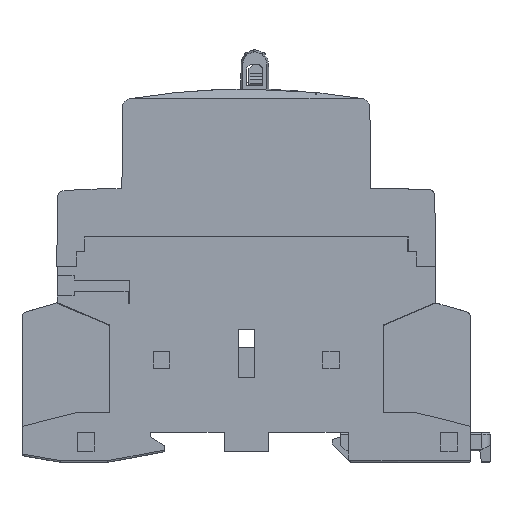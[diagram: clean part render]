
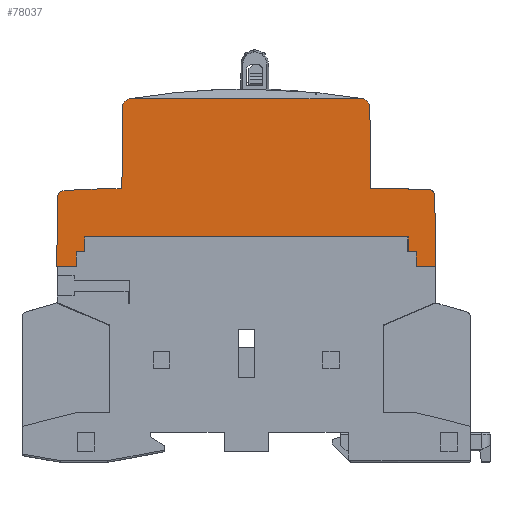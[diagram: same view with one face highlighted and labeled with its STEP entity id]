
A CAD part, front view. The second image highlights one B-rep face of the part: STEP entity #78037.
In plain terms, the highlighted face is planar.
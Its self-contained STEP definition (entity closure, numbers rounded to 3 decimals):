
#69140=DIRECTION('',(-1.,0.,0.));
#69141=VECTOR('',#69140,58.355);
#69142=CARTESIAN_POINT('',(-31.853,18.,-33.946));
#69143=LINE('',#69142,#69141);
#69989=DIRECTION('',(-1.,0.,0.));
#69990=VECTOR('',#69989,3.568);
#69991=CARTESIAN_POINT('',(-26.785,18.,-39.246));
#69992=LINE('',#69991,#69990);
#70495=CARTESIAN_POINT('',(-82.133,18.,-9.023));
#70625=DIRECTION('',(1.,0.,0.));
#70626=VECTOR('',#70625,3.477);
#70627=CARTESIAN_POINT('',(-86.972,18.,-25.246));
#70628=LINE('',#70627,#70626);
#70853=DIRECTION('',(-1.,0.,0.));
#70854=VECTOR('',#70853,42.205);
#70855=CARTESIAN_POINT('',(-39.928,18.,-9.023));
#70856=LINE('',#70855,#70854);
#70857=CARTESIAN_POINT('',(-81.53,18.,-10.93));
#70858=DIRECTION('',(0.,-1.,0.));
#70859=DIRECTION('',(-0.301,0.,0.954));
#70860=AXIS2_PLACEMENT_3D('',#70857,#70858,#70859);
#70862=DIRECTION('',(-0.01,0.,-1.));
#70863=VECTOR('',#70862,15.176);
#70864=CARTESIAN_POINT('',(-83.336,18.,-10.07));
#70865=LINE('',#70864,#70863);
#70866=CARTESIAN_POINT('',(-86.972,18.,-155.246));
#70867=DIRECTION('',(0.,-1.,0.));
#70868=DIRECTION('',(0.,0.,1.));
#70869=AXIS2_PLACEMENT_3D('',#70866,#70867,#70868);
#70871=CARTESIAN_POINT('',(-94.046,18.,-26.44));
#70872=DIRECTION('',(0.,-1.,0.));
#70873=DIRECTION('',(-0.055,0.,0.998));
#70874=AXIS2_PLACEMENT_3D('',#70871,#70872,#70873);
#70876=DIRECTION('',(-0.017,0.,-1.));
#70877=VECTOR('',#70876,12.825);
#70878=CARTESIAN_POINT('',(-95.046,18.,-26.422));
#70879=LINE('',#70878,#70877);
#70880=DIRECTION('',(1.,0.,0.));
#70881=VECTOR('',#70880,3.562);
#70882=CARTESIAN_POINT('',(-95.27,18.,-39.246));
#70883=LINE('',#70882,#70881);
#70884=DIRECTION('',(1.,0.,0.));
#70885=VECTOR('',#70884,1.5);
#70886=CARTESIAN_POINT('',(-91.708,18.,-36.646));
#70887=LINE('',#70886,#70885);
#70888=DIRECTION('',(0.,0.,1.));
#70889=VECTOR('',#70888,2.7);
#70890=CARTESIAN_POINT('',(-90.208,18.,-36.646));
#70891=LINE('',#70890,#70889);
#70892=DIRECTION('',(0.,0.,-1.));
#70893=VECTOR('',#70892,2.6);
#70894=CARTESIAN_POINT('',(-30.353,18.,-36.646));
#70895=LINE('',#70894,#70893);
#70896=DIRECTION('',(-0.017,0.,1.));
#70897=VECTOR('',#70896,12.671);
#70898=CARTESIAN_POINT('',(-26.785,18.,-39.246));
#70899=LINE('',#70898,#70897);
#70900=CARTESIAN_POINT('',(-28.006,18.,-26.594));
#70901=DIRECTION('',(0.,-1.,0.));
#70902=DIRECTION('',(1.,0.,0.017));
#70903=AXIS2_PLACEMENT_3D('',#70900,#70901,#70902);
#70905=CARTESIAN_POINT('',(-37.486,18.,-155.246));
#70906=DIRECTION('',(0.,-1.,0.));
#70907=DIRECTION('',(0.073,0.,0.997));
#70908=AXIS2_PLACEMENT_3D('',#70905,#70906,#70907);
#70910=DIRECTION('',(-0.01,0.,1.));
#70911=VECTOR('',#70910,15.176);
#70912=CARTESIAN_POINT('',(-38.566,18.,-25.246));
#70913=LINE('',#70912,#70911);
#70914=CARTESIAN_POINT('',(-40.53,18.,-10.93));
#70915=DIRECTION('',(0.,-1.,0.));
#70916=DIRECTION('',(0.903,0.,0.43));
#70917=AXIS2_PLACEMENT_3D('',#70914,#70915,#70916);
#70931=DIRECTION('',(0.,0.,-1.));
#70932=VECTOR('',#70931,2.6);
#70933=CARTESIAN_POINT('',(-91.708,18.,-36.646));
#70934=LINE('',#70933,#70932);
#71000=DIRECTION('',(0.,0.,1.));
#71001=VECTOR('',#71000,2.7);
#71002=CARTESIAN_POINT('',(-31.853,18.,-36.646));
#71003=LINE('',#71002,#71001);
#71008=DIRECTION('',(-1.,0.,0.));
#71009=VECTOR('',#71008,1.5);
#71010=CARTESIAN_POINT('',(-30.353,18.,-36.646));
#71011=LINE('',#71010,#71009);
#71190=DIRECTION('',(1.,0.,0.));
#71191=VECTOR('',#71190,1.079);
#71192=CARTESIAN_POINT('',(-38.566,18.,-25.246));
#71193=LINE('',#71192,#71191);
#73571=CARTESIAN_POINT('',(-31.853,18.,-33.946));
#73572=VERTEX_POINT('',#73571);
#73573=CARTESIAN_POINT('',(-90.208,18.,-33.946));
#73574=VERTEX_POINT('',#73573);
#73882=CARTESIAN_POINT('',(-26.785,18.,-39.246));
#73883=VERTEX_POINT('',#73882);
#73884=CARTESIAN_POINT('',(-30.353,18.,-39.246));
#73885=VERTEX_POINT('',#73884);
#74000=CARTESIAN_POINT('',(-27.006,18.,-26.577));
#74001=VERTEX_POINT('',#74000);
#74060=VERTEX_POINT('',#70495);
#74061=CARTESIAN_POINT('',(-39.928,18.,-9.023));
#74062=VERTEX_POINT('',#74061);
#74075=CARTESIAN_POINT('',(-38.725,18.,-10.07));
#74076=VERTEX_POINT('',#74075);
#74077=CARTESIAN_POINT('',(-83.336,18.,-10.07));
#74078=VERTEX_POINT('',#74077);
#74079=CARTESIAN_POINT('',(-83.495,18.,-25.246));
#74080=VERTEX_POINT('',#74079);
#74081=CARTESIAN_POINT('',(-86.972,18.,-25.246));
#74082=VERTEX_POINT('',#74081);
#74083=CARTESIAN_POINT('',(-94.101,18.,-25.441));
#74084=VERTEX_POINT('',#74083);
#74085=CARTESIAN_POINT('',(-95.046,18.,-26.422));
#74086=VERTEX_POINT('',#74085);
#74087=CARTESIAN_POINT('',(-95.27,18.,-39.246));
#74088=VERTEX_POINT('',#74087);
#74089=CARTESIAN_POINT('',(-91.708,18.,-39.246));
#74090=VERTEX_POINT('',#74089);
#74091=CARTESIAN_POINT('',(-91.708,18.,-36.646));
#74092=VERTEX_POINT('',#74091);
#74093=CARTESIAN_POINT('',(-90.208,18.,-36.646));
#74094=VERTEX_POINT('',#74093);
#74095=CARTESIAN_POINT('',(-31.853,18.,-36.646));
#74096=VERTEX_POINT('',#74095);
#74097=CARTESIAN_POINT('',(-30.353,18.,-36.646));
#74098=VERTEX_POINT('',#74097);
#74099=CARTESIAN_POINT('',(-27.933,18.,-25.597));
#74100=VERTEX_POINT('',#74099);
#74101=CARTESIAN_POINT('',(-37.486,18.,-25.246));
#74102=VERTEX_POINT('',#74101);
#74103=CARTESIAN_POINT('',(-38.566,18.,-25.246));
#74104=VERTEX_POINT('',#74103);
#77996=CARTESIAN_POINT('',(-61.03,18.,-33.946));
#77997=DIRECTION('',(0.,-1.,0.));
#77998=DIRECTION('',(0.,0.,1.));
#77999=AXIS2_PLACEMENT_3D('',#77996,#77997,#77998);
#78000=PLANE('',#77999);
#78001=ORIENTED_EDGE('',*,*,#77460,.T.);
#78002=ORIENTED_EDGE('',*,*,#77507,.T.);
#78003=ORIENTED_EDGE('',*,*,#77526,.T.);
#78004=ORIENTED_EDGE('',*,*,#77585,.F.);
#78005=ORIENTED_EDGE('',*,*,#77563,.T.);
#78007=ORIENTED_EDGE('',*,*,#78006,.T.);
#78008=ORIENTED_EDGE('',*,*,#77981,.T.);
#78009=ORIENTED_EDGE('',*,*,#77914,.T.);
#78011=ORIENTED_EDGE('',*,*,#78010,.F.);
#78013=ORIENTED_EDGE('',*,*,#78012,.T.);
#78015=ORIENTED_EDGE('',*,*,#78014,.T.);
#78016=ORIENTED_EDGE('',*,*,#75606,.F.);
#78018=ORIENTED_EDGE('',*,*,#78017,.F.);
#78020=ORIENTED_EDGE('',*,*,#78019,.F.);
#78022=ORIENTED_EDGE('',*,*,#78021,.T.);
#78023=ORIENTED_EDGE('',*,*,#76792,.F.);
#78024=ORIENTED_EDGE('',*,*,#77326,.T.);
#78026=ORIENTED_EDGE('',*,*,#78025,.T.);
#78028=ORIENTED_EDGE('',*,*,#78027,.T.);
#78030=ORIENTED_EDGE('',*,*,#78029,.F.);
#78032=ORIENTED_EDGE('',*,*,#78031,.T.);
#78034=ORIENTED_EDGE('',*,*,#78033,.T.);
#78035=EDGE_LOOP('',(#78001,#78002,#78003,#78004,#78005,#78007,#78008,#78009,
#78011,#78013,#78015,#78016,#78018,#78020,#78022,#78023,#78024,#78026,#78028,
#78030,#78032,#78034));
#78036=FACE_OUTER_BOUND('',#78035,.F.);
#78037=ADVANCED_FACE('',(#78036),#78000,.F.);
#70861=CIRCLE('',#70860,2.);
#70870=CIRCLE('',#70869,130.);
#70875=CIRCLE('',#70874,1.);
#70904=CIRCLE('',#70903,1.);
#70909=CIRCLE('',#70908,130.);
#70918=CIRCLE('',#70917,2.);
#75606=EDGE_CURVE('',#73572,#73574,#69143,.T.);
#76792=EDGE_CURVE('',#73883,#73885,#69992,.T.);
#77326=EDGE_CURVE('',#73883,#74001,#70899,.T.);
#77460=EDGE_CURVE('',#74062,#74060,#70856,.T.);
#77507=EDGE_CURVE('',#74060,#74078,#70861,.T.);
#77526=EDGE_CURVE('',#74078,#74080,#70865,.T.);
#77563=EDGE_CURVE('',#74082,#74084,#70870,.T.);
#77585=EDGE_CURVE('',#74082,#74080,#70628,.T.);
#77914=EDGE_CURVE('',#74088,#74090,#70883,.T.);
#77981=EDGE_CURVE('',#74086,#74088,#70879,.T.);
#78006=EDGE_CURVE('',#74084,#74086,#70875,.T.);
#78010=EDGE_CURVE('',#74092,#74090,#70934,.T.);
#78012=EDGE_CURVE('',#74092,#74094,#70887,.T.);
#78014=EDGE_CURVE('',#74094,#73574,#70891,.T.);
#78017=EDGE_CURVE('',#74096,#73572,#71003,.T.);
#78019=EDGE_CURVE('',#74098,#74096,#71011,.T.);
#78021=EDGE_CURVE('',#74098,#73885,#70895,.T.);
#78025=EDGE_CURVE('',#74001,#74100,#70904,.T.);
#78027=EDGE_CURVE('',#74100,#74102,#70909,.T.);
#78029=EDGE_CURVE('',#74104,#74102,#71193,.T.);
#78031=EDGE_CURVE('',#74104,#74076,#70913,.T.);
#78033=EDGE_CURVE('',#74076,#74062,#70918,.T.);
